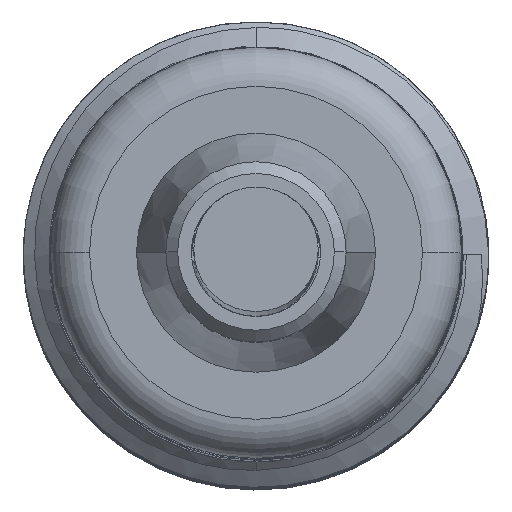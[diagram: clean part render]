
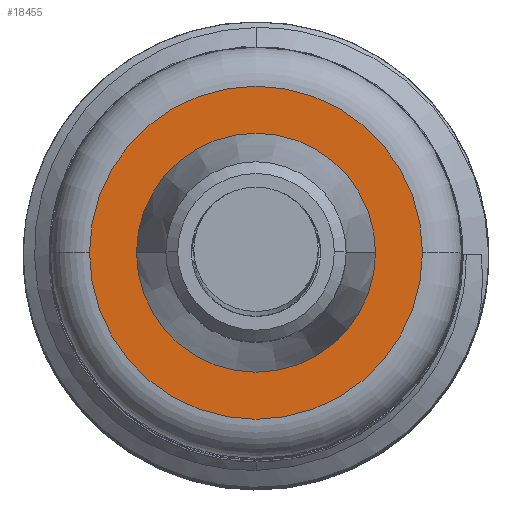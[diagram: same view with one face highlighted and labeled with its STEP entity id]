
A CAD part, top view. The second image highlights one B-rep face of the part: STEP entity #18455.
In plain terms, the highlighted planar face has unit normal (0, 0, 1).
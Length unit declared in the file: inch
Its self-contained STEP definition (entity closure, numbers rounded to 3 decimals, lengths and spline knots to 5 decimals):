
#8738=CARTESIAN_POINT('',(0.,0.,2.65748));
#8739=DIRECTION('',(0.,0.,1.));
#8740=DIRECTION('',(-1.,0.,0.));
#8741=AXIS2_PLACEMENT_3D('',#8738,#8739,#8740);
#8743=CARTESIAN_POINT('',(0.,0.,2.65748));
#8744=DIRECTION('',(0.,0.,1.));
#8745=DIRECTION('',(1.,0.,0.));
#8746=AXIS2_PLACEMENT_3D('',#8743,#8744,#8745);
#8748=CARTESIAN_POINT('',(0.,0.,2.65748));
#8749=DIRECTION('',(0.,0.,1.));
#8750=DIRECTION('',(1.,0.,0.));
#8751=AXIS2_PLACEMENT_3D('',#8748,#8749,#8750);
#8753=CARTESIAN_POINT('',(0.,0.,2.65748));
#8754=DIRECTION('',(0.,0.,1.));
#8755=DIRECTION('',(-1.,0.,0.));
#8756=AXIS2_PLACEMENT_3D('',#8753,#8754,#8755);
#11390=CARTESIAN_POINT('',(-0.16732,0.,2.65748));
#11391=CARTESIAN_POINT('',(0.16732,0.,2.65748));
#11392=VERTEX_POINT('',#11390);
#11393=VERTEX_POINT('',#11391);
#11462=CARTESIAN_POINT('',(0.12008,0.,2.65748));
#11463=CARTESIAN_POINT('',(-0.12008,0.,2.65748));
#11464=VERTEX_POINT('',#11462);
#11465=VERTEX_POINT('',#11463);
#18439=CARTESIAN_POINT('',(0.,0.,2.65748));
#18440=DIRECTION('',(0.,0.,-1.));
#18441=DIRECTION('',(1.,0.,0.));
#18442=AXIS2_PLACEMENT_3D('',#18439,#18440,#18441);
#18443=PLANE('',#18442);
#18444=ORIENTED_EDGE('',*,*,#18429,.F.);
#18446=ORIENTED_EDGE('',*,*,#18445,.F.);
#18447=EDGE_LOOP('',(#18444,#18446));
#18448=FACE_OUTER_BOUND('',#18447,.F.);
#18450=ORIENTED_EDGE('',*,*,#18449,.T.);
#18452=ORIENTED_EDGE('',*,*,#18451,.T.);
#18453=EDGE_LOOP('',(#18450,#18452));
#18454=FACE_BOUND('',#18453,.F.);
#18455=ADVANCED_FACE('',(#18448,#18454),#18443,.F.);
#8742=CIRCLE('',#8741,0.16732);
#8747=CIRCLE('',#8746,0.16732);
#8752=CIRCLE('',#8751,0.12008);
#8757=CIRCLE('',#8756,0.12008);
#18429=EDGE_CURVE('',#11392,#11393,#8742,.T.);
#18445=EDGE_CURVE('',#11393,#11392,#8747,.T.);
#18449=EDGE_CURVE('',#11464,#11465,#8752,.T.);
#18451=EDGE_CURVE('',#11465,#11464,#8757,.T.);
